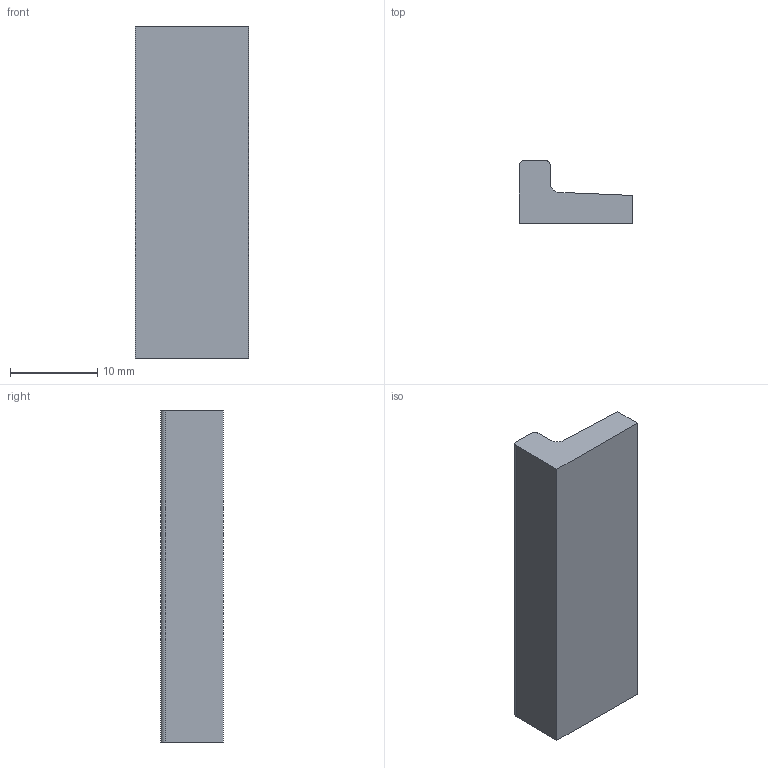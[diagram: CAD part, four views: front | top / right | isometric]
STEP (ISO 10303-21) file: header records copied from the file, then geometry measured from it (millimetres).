
FILE_DESCRIPTION(/* description */ (''),/* implementation_level */ '2;1');
FILE_NAME(/* name */ 'combined concrete curb and gutter',/* time_stamp */ '2024-09-08T19:22:04-04:00',/* author */ (''),/* organization */ (''),/* preprocessor_version */ 'ST-DEVELOPER v19.2',/* originating_system */ 'Rhino 8.10',/* authorisation */ '');
FILE_SCHEMA (('CONFIG_CONTROL_DESIGN'));
Length unit declared in the file: inch
Products named in the file (1): Document
Bounding box: 13.05 x 7.19 x 38.1 mm (x, y, z)
Volume: 2184.2 mm3; surface area: 1604.9 mm2
Topology: 1 solids, 1 shells, 11 faces, 27 edges, 18 vertices
Faces by surface type: plane 8, cylinder 3
Entity records: 397 total; most frequent: CARTESIAN_POINT 91, ORIENTED_EDGE 54, EDGE_CURVE 27, DIRECTION 27, AXIS2_PLACEMENT_3D 19, VERTEX_POINT 18, B_SPLINE_CURVE_WITH_KNOTS 17, ADVANCED_FACE 11
